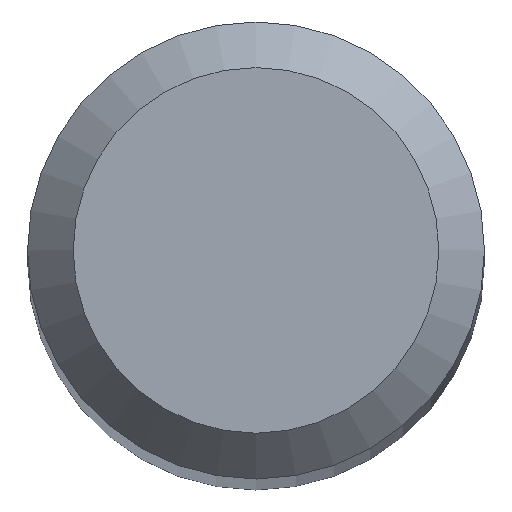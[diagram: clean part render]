
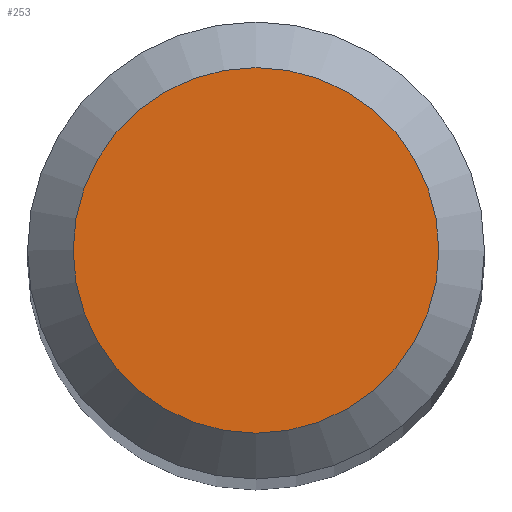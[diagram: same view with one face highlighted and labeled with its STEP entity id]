
A CAD part, top view. The second image highlights one B-rep face of the part: STEP entity #253.
In plain terms, the highlighted planar face has unit normal (0, 0, 1).
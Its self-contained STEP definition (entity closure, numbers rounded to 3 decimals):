
#65 = CIRCLE ( 'NONE', #76, 1.2 ) ;
#76 = AXIS2_PLACEMENT_3D ( 'NONE', #128, #220, #213 ) ;
#83 = CARTESIAN_POINT ( 'NONE',  ( 0., 1.2, 46. ) ) ;
#122 = CARTESIAN_POINT ( 'NONE',  ( 0., 0., 46. ) ) ;
#126 = PLANE ( 'NONE',  #260 ) ;
#128 = CARTESIAN_POINT ( 'NONE',  ( 0., 0., 46. ) ) ;
#163 = ORIENTED_EDGE ( 'NONE', *, *, #209, .F. ) ;
#165 = EDGE_LOOP ( 'NONE', ( #163 ) ) ;
#209 = EDGE_CURVE ( 'NONE', #267, #267, #65, .T. ) ;
#213 = DIRECTION ( 'NONE',  ( 0., 1., 0. ) ) ;
#220 = DIRECTION ( 'NONE',  ( 0., 0., -1. ) ) ;
#253 = ADVANCED_FACE ( 'NONE', ( #270 ), #126, .F. ) ;
#260 = AXIS2_PLACEMENT_3D ( 'NONE', #122, #290, #264 ) ;
#264 = DIRECTION ( 'NONE',  ( 0., 1., 0. ) ) ;
#267 = VERTEX_POINT ( 'NONE', #83 ) ;
#270 = FACE_OUTER_BOUND ( 'NONE', #165, .T. ) ;
#290 = DIRECTION ( 'NONE',  ( 0., 0., -1. ) ) ;
